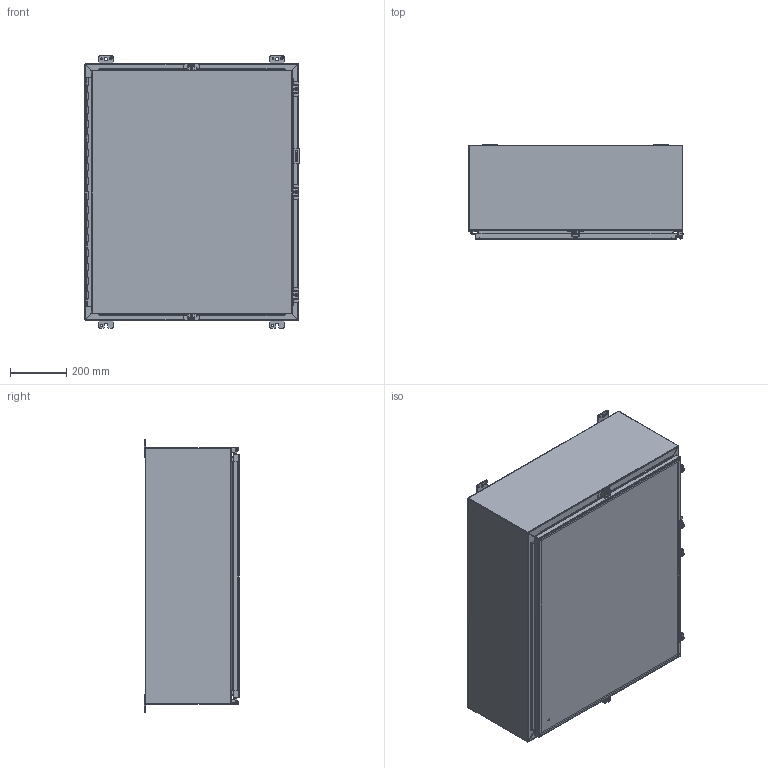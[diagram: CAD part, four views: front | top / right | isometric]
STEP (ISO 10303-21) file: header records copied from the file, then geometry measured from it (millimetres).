
FILE_DESCRIPTION (( 'STEP AP203' ), '1' );
FILE_NAME ('1418N4S16M12_Default.step', '2019-11-01T18:29:16', ( 'ADC123' ), ( 'Microsoft' ), 'SwSTEP 2.0', 'SolidWorks 2019', '' );
FILE_SCHEMA (( 'CONFIG_CONTROL_DESIGN' ));
Length unit declared in the file: inch
Products named in the file (1): 1418N4S16M12_Default
Bounding box: 765.2 x 339.73 x 971.55 mm (x, y, z)
Volume: 6598131 mm3; surface area: 6817624.3 mm2
Topology: 51 solids, 52 shells, 1661 faces, 4305 edges, 2793 vertices
Faces by surface type: plane 872, cylinder 645, bspline 136, cone 8
Entity records: 56138 total; most frequent: CARTESIAN_POINT 15314, ORIENTED_EDGE 8602, DIRECTION 8333, EDGE_CURVE 4301, AXIS2_PLACEMENT_3D 2822, VERTEX_POINT 2793, LINE 2689, VECTOR 2689
